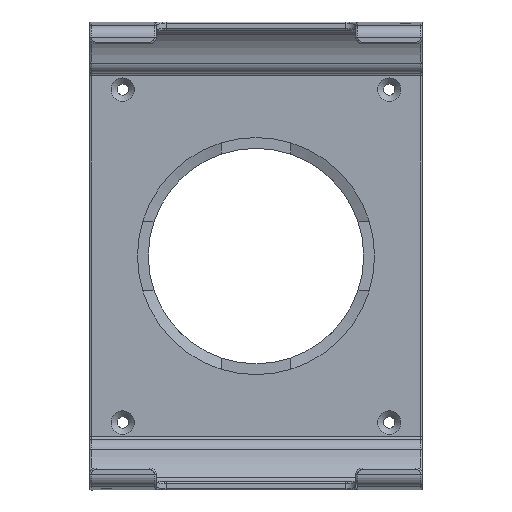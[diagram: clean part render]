
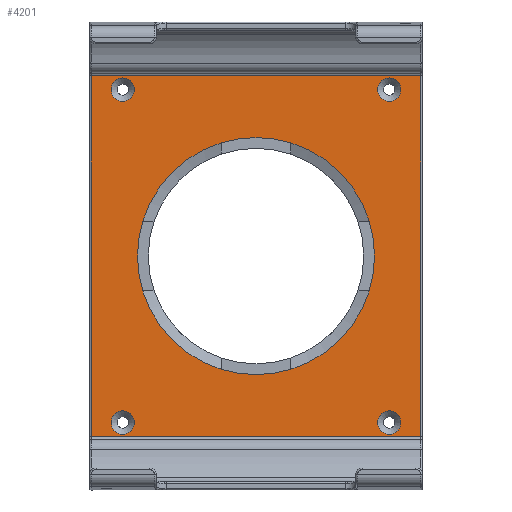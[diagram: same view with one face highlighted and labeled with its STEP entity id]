
A CAD part, top view. The second image highlights one B-rep face of the part: STEP entity #4201.
In plain terms, the highlighted planar face has unit normal (0, 0, 1).
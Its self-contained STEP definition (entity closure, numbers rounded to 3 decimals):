
#1022=CARTESIAN_POINT('',(-49.5,-54.1,-22.75));
#1023=VERTEX_POINT('',#1022);
#1055=CARTESIAN_POINT('',(-49.5,54.1,-22.75));
#1056=VERTEX_POINT('',#1055);
#1057=CARTESIAN_POINT('',(-49.5,-54.1,-22.75));
#1058=DIRECTION('',(0.0,1.0,0.0));
#1059=VECTOR('',#1058,108.2);
#1060=LINE('',#1057,#1059);
#1061=EDGE_CURVE('',#1023,#1056,#1060,.T.);
#1304=CARTESIAN_POINT('',(49.5,54.1,-22.75));
#1305=VERTEX_POINT('',#1304);
#1337=CARTESIAN_POINT('',(49.5,-54.1,-22.75));
#1338=VERTEX_POINT('',#1337);
#1339=CARTESIAN_POINT('',(49.5,54.1,-22.75));
#1340=DIRECTION('',(0.0,-1.0,0.0));
#1341=VECTOR('',#1340,108.2);
#1342=LINE('',#1339,#1341);
#1343=EDGE_CURVE('',#1305,#1338,#1342,.T.);
#3619=CARTESIAN_POINT('',(-10.466,34.027,-22.75));
#3620=VERTEX_POINT('',#3619);
#3621=CARTESIAN_POINT('',(-34.027,10.466,-22.75));
#3622=VERTEX_POINT('',#3621);
#3623=CARTESIAN_POINT('',(0.,0.,-22.75));
#3624=DIRECTION('',(0.0,0.0,1.0));
#3625=DIRECTION('',(0.294,-0.956,0.0));
#3626=AXIS2_PLACEMENT_3D('',#3623,#3624,#3625);
#3627=CIRCLE('',#3626,35.6);
#3628=EDGE_CURVE('',#3620,#3622,#3627,.T.);
#3732=CARTESIAN_POINT('',(10.466,34.027,-22.75));
#3733=VERTEX_POINT('',#3732);
#3763=CARTESIAN_POINT('',(34.027,10.466,-22.75));
#3764=VERTEX_POINT('',#3763);
#3765=CARTESIAN_POINT('',(0.,0.,-22.75));
#3766=DIRECTION('',(0.0,0.0,1.0));
#3767=DIRECTION('',(-0.956,-0.294,0.0));
#3768=AXIS2_PLACEMENT_3D('',#3765,#3766,#3767);
#3769=CIRCLE('',#3768,35.6);
#3770=EDGE_CURVE('',#3764,#3733,#3769,.T.);
#3860=CARTESIAN_POINT('',(34.027,-10.466,-22.75));
#3861=VERTEX_POINT('',#3860);
#3891=CARTESIAN_POINT('',(10.466,-34.027,-22.75));
#3892=VERTEX_POINT('',#3891);
#3893=CARTESIAN_POINT('',(0.,0.,-22.75));
#3894=DIRECTION('',(0.0,0.0,1.));
#3895=DIRECTION('',(-0.294,0.956,0.0));
#3896=AXIS2_PLACEMENT_3D('',#3893,#3894,#3895);
#3897=CIRCLE('',#3896,35.6);
#3898=EDGE_CURVE('',#3892,#3861,#3897,.T.);
#3957=CARTESIAN_POINT('',(-34.027,-10.466,-22.75));
#3958=VERTEX_POINT('',#3957);
#4035=CARTESIAN_POINT('',(-10.466,-34.027,-22.75));
#4036=VERTEX_POINT('',#4035);
#4083=CARTESIAN_POINT('',(0.,0.,-22.75));
#4084=DIRECTION('',(0.0,0.0,1.0));
#4085=DIRECTION('',(0.956,0.294,0.0));
#4086=AXIS2_PLACEMENT_3D('',#4083,#4084,#4085);
#4087=CIRCLE('',#4086,35.6);
#4088=EDGE_CURVE('',#3958,#4036,#4087,.T.);
#4102=CARTESIAN_POINT('',(0.,117.742,-22.75));
#4103=DIRECTION('',(0.0,0.0,1.0));
#4104=DIRECTION('',(1.0,0.0,0.0));
#4105=AXIS2_PLACEMENT_3D('',#4102,#4103,#4104);
#4106=PLANE('',#4105);
#4107=ORIENTED_EDGE('',*,*,#1343,.F.);
#4108=CARTESIAN_POINT('',(-49.5,54.1,-22.75));
#4109=DIRECTION('',(1.0,0.,0.0));
#4110=VECTOR('',#4109,99.0);
#4111=LINE('',#4108,#4110);
#4112=EDGE_CURVE('',#1056,#1305,#4111,.T.);
#4113=ORIENTED_EDGE('',*,*,#4112,.F.);
#4114=ORIENTED_EDGE('',*,*,#1061,.F.);
#4115=CARTESIAN_POINT('',(-49.5,-54.1,-22.75));
#4116=DIRECTION('',(1.0,0.,0.0));
#4117=VECTOR('',#4116,99.0);
#4118=LINE('',#4115,#4117);
#4119=EDGE_CURVE('',#1023,#1338,#4118,.T.);
#4120=ORIENTED_EDGE('',*,*,#4119,.T.);
#4121=EDGE_LOOP('',(#4107,#4113,#4114,#4120));
#4122=FACE_OUTER_BOUND('',#4121,.T.);
#4123=CARTESIAN_POINT('',(-36.5,50.0,-22.75));
#4124=VERTEX_POINT('',#4123);
#4125=CARTESIAN_POINT('',(-40.,50.0,-22.75));
#4126=DIRECTION('',(0.0,0.0,-1.0));
#4127=DIRECTION('',(1.0,0.0,0.0));
#4128=AXIS2_PLACEMENT_3D('',#4125,#4126,#4127);
#4129=CIRCLE('',#4128,3.5);
#4130=EDGE_CURVE('',#4124,#4124,#4129,.T.);
#4131=ORIENTED_EDGE('',*,*,#4130,.T.);
#4132=EDGE_LOOP('',(#4131));
#4133=FACE_BOUND('',#4132,.T.);
#4134=CARTESIAN_POINT('',(43.5,-50.0,-22.75));
#4135=VERTEX_POINT('',#4134);
#4136=CARTESIAN_POINT('',(40.,-50.0,-22.75));
#4137=DIRECTION('',(0.0,0.0,-1.0));
#4138=DIRECTION('',(1.0,0.0,0.0));
#4139=AXIS2_PLACEMENT_3D('',#4136,#4137,#4138);
#4140=CIRCLE('',#4139,3.5);
#4141=EDGE_CURVE('',#4135,#4135,#4140,.T.);
#4142=ORIENTED_EDGE('',*,*,#4141,.T.);
#4143=EDGE_LOOP('',(#4142));
#4144=FACE_BOUND('',#4143,.T.);
#4145=CARTESIAN_POINT('',(-36.5,-50.0,-22.75));
#4146=VERTEX_POINT('',#4145);
#4147=CARTESIAN_POINT('',(-40.,-50.0,-22.75));
#4148=DIRECTION('',(0.0,0.0,-1.0));
#4149=DIRECTION('',(1.0,0.0,0.0));
#4150=AXIS2_PLACEMENT_3D('',#4147,#4148,#4149);
#4151=CIRCLE('',#4150,3.5);
#4152=EDGE_CURVE('',#4146,#4146,#4151,.T.);
#4153=ORIENTED_EDGE('',*,*,#4152,.T.);
#4154=EDGE_LOOP('',(#4153));
#4155=FACE_BOUND('',#4154,.T.);
#4156=CARTESIAN_POINT('',(36.5,50.0,-22.75));
#4157=VERTEX_POINT('',#4156);
#4158=CARTESIAN_POINT('',(40.,50.0,-22.75));
#4159=DIRECTION('',(0.0,0.0,-1.0));
#4160=DIRECTION('',(-1.0,0.0,0.0));
#4161=AXIS2_PLACEMENT_3D('',#4158,#4159,#4160);
#4162=CIRCLE('',#4161,3.5);
#4163=EDGE_CURVE('',#4157,#4157,#4162,.T.);
#4164=ORIENTED_EDGE('',*,*,#4163,.T.);
#4165=EDGE_LOOP('',(#4164));
#4166=FACE_BOUND('',#4165,.T.);
#4167=CARTESIAN_POINT('',(0.,0.,-22.75));
#4168=DIRECTION('',(0.0,0.0,1.0));
#4169=DIRECTION('',(-0.294,-0.956,0.0));
#4170=AXIS2_PLACEMENT_3D('',#4167,#4168,#4169);
#4171=CIRCLE('',#4170,35.6);
#4172=EDGE_CURVE('',#3733,#3620,#4171,.T.);
#4173=ORIENTED_EDGE('',*,*,#4172,.F.);
#4174=ORIENTED_EDGE('',*,*,#3770,.F.);
#4175=CARTESIAN_POINT('',(0.,0.,-22.75));
#4176=DIRECTION('',(0.0,0.0,-1.0));
#4177=DIRECTION('',(-0.956,-0.294,0.0));
#4178=AXIS2_PLACEMENT_3D('',#4175,#4176,#4177);
#4179=CIRCLE('',#4178,35.6);
#4180=EDGE_CURVE('',#3764,#3861,#4179,.T.);
#4181=ORIENTED_EDGE('',*,*,#4180,.T.);
#4182=ORIENTED_EDGE('',*,*,#3898,.F.);
#4183=CARTESIAN_POINT('',(0.,0.,-22.75));
#4184=DIRECTION('',(0.0,0.0,1.));
#4185=DIRECTION('',(0.294,0.956,0.0));
#4186=AXIS2_PLACEMENT_3D('',#4183,#4184,#4185);
#4187=CIRCLE('',#4186,35.6);
#4188=EDGE_CURVE('',#4036,#3892,#4187,.T.);
#4189=ORIENTED_EDGE('',*,*,#4188,.F.);
#4190=ORIENTED_EDGE('',*,*,#4088,.F.);
#4191=CARTESIAN_POINT('',(0.,0.,-22.75));
#4192=DIRECTION('',(0.0,0.0,-1.0));
#4193=DIRECTION('',(0.956,0.294,0.0));
#4194=AXIS2_PLACEMENT_3D('',#4191,#4192,#4193);
#4195=CIRCLE('',#4194,35.6);
#4196=EDGE_CURVE('',#3958,#3622,#4195,.T.);
#4197=ORIENTED_EDGE('',*,*,#4196,.T.);
#4198=ORIENTED_EDGE('',*,*,#3628,.F.);
#4199=EDGE_LOOP('',(#4173,#4174,#4181,#4182,#4189,#4190,#4197,#4198));
#4200=FACE_BOUND('',#4199,.T.);
#4201=ADVANCED_FACE('',(#4122,#4133,#4144,#4155,#4166,#4200),#4106,.T.);
